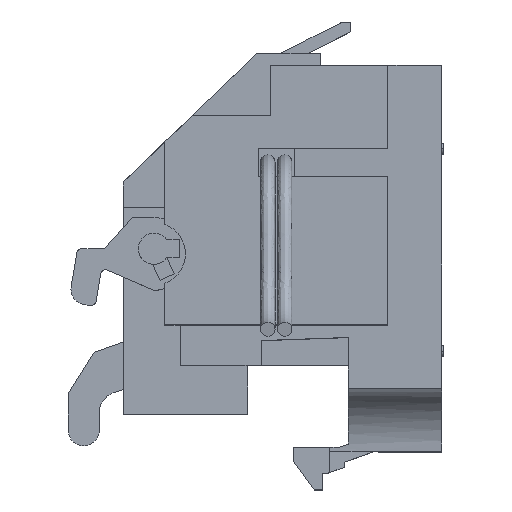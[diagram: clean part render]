
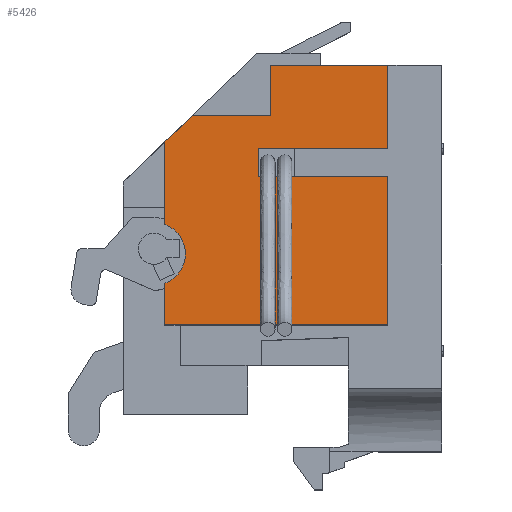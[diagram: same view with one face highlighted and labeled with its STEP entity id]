
A CAD part, top view. The second image highlights one B-rep face of the part: STEP entity #5426.
In plain terms, the highlighted planar face has unit normal (0, 0, 1).
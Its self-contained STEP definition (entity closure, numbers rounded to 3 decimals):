
#33 = CARTESIAN_POINT ( 'NONE',  ( -19., 37.2, 24.5 ) ) ;
#47 = AXIS2_PLACEMENT_3D ( 'NONE', #5851, #2838, #1364 ) ;
#51 = VERTEX_POINT ( 'NONE', #3873 ) ;
#101 = CARTESIAN_POINT ( 'NONE',  ( -17.7, 26.5, 24.5 ) ) ;
#112 = VERTEX_POINT ( 'NONE', #4600 ) ;
#130 = ORIENTED_EDGE ( 'NONE', *, *, #2406, .F. ) ;
#150 = VECTOR ( 'NONE', #3374, 1000. ) ;
#213 = EDGE_CURVE ( 'NONE', #5323, #398, #1437, .T. ) ;
#240 = ORIENTED_EDGE ( 'NONE', *, *, #2290, .F. ) ;
#268 = ORIENTED_EDGE ( 'NONE', *, *, #2456, .F. ) ;
#301 = EDGE_CURVE ( 'NONE', #5323, #4686, #2091, .T. ) ;
#304 = VERTEX_POINT ( 'NONE', #584 ) ;
#362 = DIRECTION ( 'NONE',  ( 0., 1., 0. ) ) ;
#398 = VERTEX_POINT ( 'NONE', #5170 ) ;
#522 = CARTESIAN_POINT ( 'NONE',  ( -26.7, 12.2, 24.5 ) ) ;
#584 = CARTESIAN_POINT ( 'NONE',  ( -24.014, 32.4, 24.5 ) ) ;
#664 = VECTOR ( 'NONE', #3536, 1000. ) ;
#725 = EDGE_CURVE ( 'NONE', #4846, #4726, #5380, .T. ) ;
#848 = VECTOR ( 'NONE', #362, 1000. ) ;
#878 = DIRECTION ( 'NONE',  ( 1., 0., 0. ) ) ;
#920 = LINE ( 'NONE', #4928, #3803 ) ;
#1124 = VERTEX_POINT ( 'NONE', #4316 ) ;
#1257 = EDGE_CURVE ( 'NONE', #51, #3903, #2306, .T. ) ;
#1334 = CARTESIAN_POINT ( 'NONE',  ( 0., 37.2, 24.5 ) ) ;
#1353 = ORIENTED_EDGE ( 'NONE', *, *, #301, .F. ) ;
#1364 = DIRECTION ( 'NONE',  ( 1., 0., 0. ) ) ;
#1366 = VERTEX_POINT ( 'NONE', #3453 ) ;
#1437 = LINE ( 'NONE', #1334, #3811 ) ;
#1511 = LINE ( 'NONE', #6487, #2448 ) ;
#1629 = CARTESIAN_POINT ( 'NONE',  ( -5.2, 37.2, 24.5 ) ) ;
#1726 = VECTOR ( 'NONE', #1756, 1000. ) ;
#1756 = DIRECTION ( 'NONE',  ( 0., -1., 0. ) ) ;
#1817 = ORIENTED_EDGE ( 'NONE', *, *, #2623, .F. ) ;
#1864 = EDGE_CURVE ( 'NONE', #4726, #51, #4578, .T. ) ;
#1926 = ORIENTED_EDGE ( 'NONE', *, *, #2667, .F. ) ;
#1964 = FACE_OUTER_BOUND ( 'NONE', #2898, .T. ) ;
#2001 = CARTESIAN_POINT ( 'NONE',  ( 0., 32.4, 24.5 ) ) ;
#2043 = DIRECTION ( 'NONE',  ( -0.722, -0.692, 0. ) ) ;
#2091 = LINE ( 'NONE', #1629, #3935 ) ;
#2148 = CIRCLE ( 'NONE', #47, 3.031 ) ;
#2155 = DIRECTION ( 'NONE',  ( 0., 0., 1. ) ) ;
#2158 = CARTESIAN_POINT ( 'NONE',  ( -5.2, 12.2, 24.5 ) ) ;
#2220 = VERTEX_POINT ( 'NONE', #6285 ) ;
#2290 = EDGE_CURVE ( 'NONE', #2220, #1124, #920, .T. ) ;
#2306 = LINE ( 'NONE', #2735, #1726 ) ;
#2315 = CARTESIAN_POINT ( 'NONE',  ( -27.731, 19.05, 24.5 ) ) ;
#2398 = VERTEX_POINT ( 'NONE', #3948 ) ;
#2406 = EDGE_CURVE ( 'NONE', #1366, #112, #6455, .T. ) ;
#2410 = EDGE_CURVE ( 'NONE', #4686, #4846, #1511, .T. ) ;
#2414 = DIRECTION ( 'NONE',  ( 0., 0., 1. ) ) ;
#2419 = EDGE_CURVE ( 'NONE', #304, #2398, #4495, .T. ) ;
#2422 = DIRECTION ( 'NONE',  ( 0., 1., 0. ) ) ;
#2441 = VECTOR ( 'NONE', #2043, 1000. ) ;
#2448 = VECTOR ( 'NONE', #3505, 1000. ) ;
#2456 = EDGE_CURVE ( 'NONE', #3903, #1366, #2557, .T. ) ;
#2557 = LINE ( 'NONE', #5095, #3280 ) ;
#2623 = EDGE_CURVE ( 'NONE', #112, #5794, #2148, .T. ) ;
#2624 = CARTESIAN_POINT ( 'NONE',  ( -17.7, 29.2, 24.5 ) ) ;
#2667 = EDGE_CURVE ( 'NONE', #5794, #2220, #5816, .T. ) ;
#2724 = ORIENTED_EDGE ( 'NONE', *, *, #2419, .F. ) ;
#2735 = CARTESIAN_POINT ( 'NONE',  ( -5.2, 26.5, 24.5 ) ) ;
#2838 = DIRECTION ( 'NONE',  ( 0., 0., 1. ) ) ;
#2890 = CARTESIAN_POINT ( 'NONE',  ( -17.7, 29.2, 24.5 ) ) ;
#2898 = EDGE_LOOP ( 'NONE', ( #4506, #2724, #2958, #240, #1926, #1817, #130, #268, #6283, #4964, #6322, #4837, #1353, #4581 ) ) ;
#2927 = CARTESIAN_POINT ( 'NONE',  ( -24.7, 19.05, 24.5 ) ) ;
#2958 = ORIENTED_EDGE ( 'NONE', *, *, #6309, .T. ) ;
#2993 = AXIS2_PLACEMENT_3D ( 'NONE', #2315, #2414, #878 ) ;
#3053 = AXIS2_PLACEMENT_3D ( 'NONE', #5500, #2155, #3100 ) ;
#3100 = DIRECTION ( 'NONE',  ( 1., 0., 0. ) ) ;
#3280 = VECTOR ( 'NONE', #6058, 1000. ) ;
#3370 = LINE ( 'NONE', #5339, #848 ) ;
#3374 = DIRECTION ( 'NONE',  ( 0., -1., 0. ) ) ;
#3453 = CARTESIAN_POINT ( 'NONE',  ( -26.7, 12.2, 24.5 ) ) ;
#3505 = DIRECTION ( 'NONE',  ( -1., 0., 0. ) ) ;
#3536 = DIRECTION ( 'NONE',  ( 0., 1., 0. ) ) ;
#3628 = DIRECTION ( 'NONE',  ( 0., -1., 0. ) ) ;
#3800 = VECTOR ( 'NONE', #4022, 1000. ) ;
#3803 = VECTOR ( 'NONE', #2422, 1000. ) ;
#3811 = VECTOR ( 'NONE', #6380, 1000. ) ;
#3873 = CARTESIAN_POINT ( 'NONE',  ( -5.2, 26.5, 24.5 ) ) ;
#3895 = CARTESIAN_POINT ( 'NONE',  ( -5.2, 37.2, 24.5 ) ) ;
#3903 = VERTEX_POINT ( 'NONE', #2158 ) ;
#3935 = VECTOR ( 'NONE', #3628, 1000. ) ;
#3948 = CARTESIAN_POINT ( 'NONE',  ( -16.5, 32.4, 24.5 ) ) ;
#3973 = PLANE ( 'NONE',  #3053 ) ;
#4022 = DIRECTION ( 'NONE',  ( 1., 0., 0. ) ) ;
#4316 = CARTESIAN_POINT ( 'NONE',  ( -26.7, 29.829, 24.5 ) ) ;
#4495 = LINE ( 'NONE', #2001, #5077 ) ;
#4504 = CARTESIAN_POINT ( 'NONE',  ( -5.2, 29.2, 24.5 ) ) ;
#4506 = ORIENTED_EDGE ( 'NONE', *, *, #4955, .F. ) ;
#4578 = LINE ( 'NONE', #101, #3800 ) ;
#4581 = ORIENTED_EDGE ( 'NONE', *, *, #213, .T. ) ;
#4600 = CARTESIAN_POINT ( 'NONE',  ( -26.7, 16.2, 24.5 ) ) ;
#4686 = VERTEX_POINT ( 'NONE', #4504 ) ;
#4726 = VERTEX_POINT ( 'NONE', #5552 ) ;
#4837 = ORIENTED_EDGE ( 'NONE', *, *, #2410, .F. ) ;
#4846 = VERTEX_POINT ( 'NONE', #2624 ) ;
#4928 = CARTESIAN_POINT ( 'NONE',  ( -26.7, 21.9, 24.5 ) ) ;
#4955 = EDGE_CURVE ( 'NONE', #2398, #398, #3370, .T. ) ;
#4964 = ORIENTED_EDGE ( 'NONE', *, *, #1864, .F. ) ;
#5077 = VECTOR ( 'NONE', #5512, 1000. ) ;
#5095 = CARTESIAN_POINT ( 'NONE',  ( -5.2, 12.2, 24.5 ) ) ;
#5170 = CARTESIAN_POINT ( 'NONE',  ( -16.5, 37.2, 24.5 ) ) ;
#5323 = VERTEX_POINT ( 'NONE', #3895 ) ;
#5339 = CARTESIAN_POINT ( 'NONE',  ( -16.5, 37.2, 24.5 ) ) ;
#5380 = LINE ( 'NONE', #2890, #150 ) ;
#5426 = ADVANCED_FACE ( 'NONE', ( #1964 ), #3973, .T. ) ;
#5500 = CARTESIAN_POINT ( 'NONE',  ( 0., 0., 24.5 ) ) ;
#5512 = DIRECTION ( 'NONE',  ( 1., 0., 0. ) ) ;
#5552 = CARTESIAN_POINT ( 'NONE',  ( -17.7, 26.5, 24.5 ) ) ;
#5794 = VERTEX_POINT ( 'NONE', #2927 ) ;
#5816 = CIRCLE ( 'NONE', #2993, 3.031 ) ;
#5851 = CARTESIAN_POINT ( 'NONE',  ( -27.731, 19.05, 24.5 ) ) ;
#5999 = LINE ( 'NONE', #33, #2441 ) ;
#6058 = DIRECTION ( 'NONE',  ( -1., 0., 0. ) ) ;
#6283 = ORIENTED_EDGE ( 'NONE', *, *, #1257, .F. ) ;
#6285 = CARTESIAN_POINT ( 'NONE',  ( -26.7, 21.9, 24.5 ) ) ;
#6309 = EDGE_CURVE ( 'NONE', #304, #1124, #5999, .T. ) ;
#6322 = ORIENTED_EDGE ( 'NONE', *, *, #725, .F. ) ;
#6380 = DIRECTION ( 'NONE',  ( -1., 0., 0. ) ) ;
#6455 = LINE ( 'NONE', #522, #664 ) ;
#6487 = CARTESIAN_POINT ( 'NONE',  ( -5.2, 29.2, 24.5 ) ) ;
